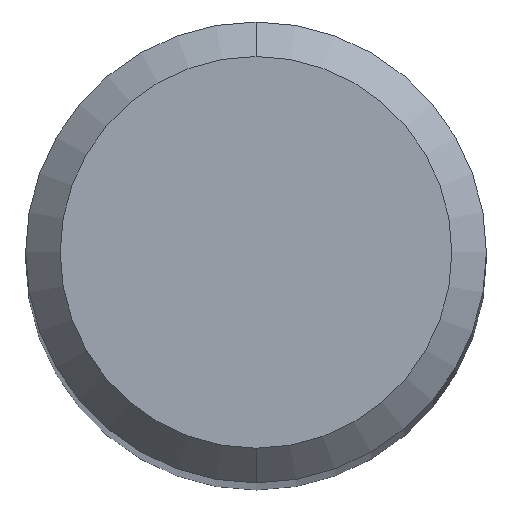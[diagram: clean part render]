
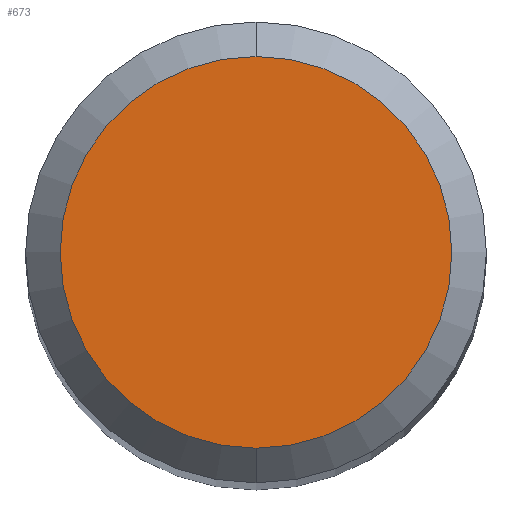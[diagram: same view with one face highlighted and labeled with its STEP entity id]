
A CAD part, top view. The second image highlights one B-rep face of the part: STEP entity #673.
In plain terms, the highlighted planar face has unit normal (0, 0, 1).
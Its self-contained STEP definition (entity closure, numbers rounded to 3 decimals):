
#591=EDGE_CURVE('',#815,#1063,#1365,.T.);
#673=ADVANCED_FACE('',(#1454),#1455,.T.);
#793=EDGE_CURVE('',#1063,#815,#1587,.T.);
#815=VERTEX_POINT('',#1611);
#1063=VERTEX_POINT('',#1883);
#1365=CIRCLE('',#2905,1.7);
#1454=FACE_OUTER_BOUND('',#3211,.T.);
#1455=PLANE('',#3212);
#1587=CIRCLE('',#3789,1.7);
#1611=CARTESIAN_POINT('',(0.,-1.7,0.0));
#1883=CARTESIAN_POINT('',(0.0,1.7,0.0));
#2905=AXIS2_PLACEMENT_3D('',#5343,#5344,#5345);
#3211=EDGE_LOOP('',(#5432,#5433));
#3212=AXIS2_PLACEMENT_3D('',#5434,#5435,#5436);
#3789=AXIS2_PLACEMENT_3D('',#5565,#5566,#5567);
#5343=CARTESIAN_POINT('',(0.0,0.0,0.0));
#5344=DIRECTION('',(0.0,0.0,-1.0));
#5345=DIRECTION('',(0.0,1.0,0.0));
#5432=ORIENTED_EDGE('',*,*,#793,.F.);
#5433=ORIENTED_EDGE('',*,*,#591,.F.);
#5434=CARTESIAN_POINT('',(0.0,0.85,0.0));
#5435=DIRECTION('',(-0.0,0.0,1.0));
#5436=DIRECTION('',(0.0,-1.0,0.0));
#5565=CARTESIAN_POINT('',(0.0,0.0,0.0));
#5566=DIRECTION('',(0.0,0.0,-1.0));
#5567=DIRECTION('',(0.0,1.0,0.0));
